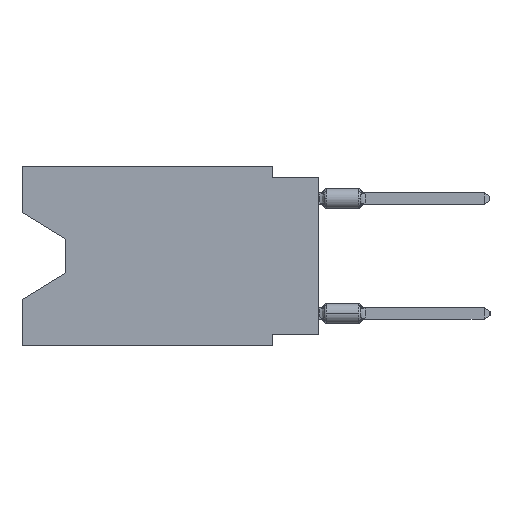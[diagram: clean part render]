
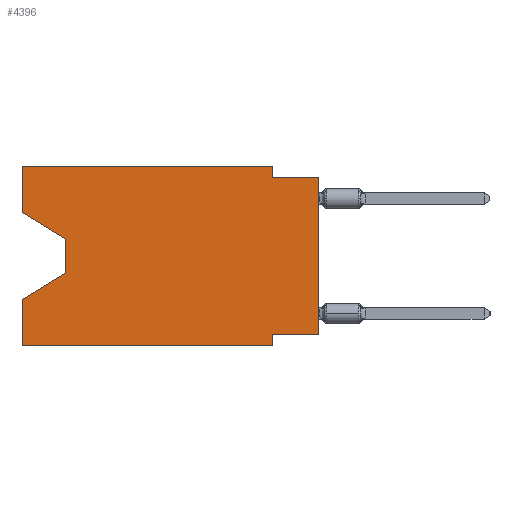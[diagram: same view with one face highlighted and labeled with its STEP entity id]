
A CAD part, left-side view. The second image highlights one B-rep face of the part: STEP entity #4396.
In plain terms, the highlighted planar face has unit normal (-1, 0, 0).
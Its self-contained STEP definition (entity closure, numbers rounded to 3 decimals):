
#34 = EDGE_CURVE ( 'NONE', #34244, #50764, #10548, .T. ) ;
#770 = VECTOR ( 'NONE', #36768, 1000. ) ;
#936 = EDGE_CURVE ( 'NONE', #19851, #2927, #8065, .T. ) ;
#1000 = CARTESIAN_POINT ( 'NONE',  ( 0., 2.54, 0. ) ) ;
#2334 = LINE ( 'NONE', #40489, #23273 ) ;
#2662 = ORIENTED_EDGE ( 'NONE', *, *, #41614, .T. ) ;
#2927 = VERTEX_POINT ( 'NONE', #41629 ) ;
#3733 = CARTESIAN_POINT ( 'NONE',  ( 0., 16.383, -2.546 ) ) ;
#4396 = ADVANCED_FACE ( 'NONE', ( #38104 ), #37007, .F. ) ;
#4804 = ORIENTED_EDGE ( 'NONE', *, *, #20586, .T. ) ;
#5967 = VECTOR ( 'NONE', #17223, 1000. ) ;
#7127 = LINE ( 'NONE', #20485, #53295 ) ;
#7386 = ORIENTED_EDGE ( 'NONE', *, *, #24874, .T. ) ;
#8065 = LINE ( 'NONE', #25033, #770 ) ;
#8097 = VERTEX_POINT ( 'NONE', #36061 ) ;
#8394 = CARTESIAN_POINT ( 'NONE',  ( 0., 16.383, -7.36 ) ) ;
#8707 = EDGE_CURVE ( 'NONE', #8097, #16042, #2334, .T. ) ;
#9574 = ORIENTED_EDGE ( 'NONE', *, *, #29323, .F. ) ;
#10548 = LINE ( 'NONE', #16568, #44226 ) ;
#10983 = EDGE_CURVE ( 'NONE', #16042, #15106, #23911, .T. ) ;
#11254 = CARTESIAN_POINT ( 'NONE',  ( 0., 13.97, -4.013 ) ) ;
#11540 = LINE ( 'NONE', #3733, #26482 ) ;
#12572 = CARTESIAN_POINT ( 'NONE',  ( 0., 16.383, -9.906 ) ) ;
#13607 = CARTESIAN_POINT ( 'NONE',  ( 0., 16.383, -9.906 ) ) ;
#14192 = VECTOR ( 'NONE', #43511, 1000. ) ;
#14602 = DIRECTION ( 'NONE',  ( 0., 0., 1. ) ) ;
#15106 = VERTEX_POINT ( 'NONE', #1000 ) ;
#15452 = DIRECTION ( 'NONE',  ( 0., 0.855, -0.519 ) ) ;
#15533 = EDGE_CURVE ( 'NONE', #15106, #34244, #38797, .T. ) ;
#16042 = VERTEX_POINT ( 'NONE', #40097 ) ;
#16501 = DIRECTION ( 'NONE',  ( 0., 1., 0. ) ) ;
#16568 = CARTESIAN_POINT ( 'NONE',  ( 0., 0., -0.635 ) ) ;
#16640 = DIRECTION ( 'NONE',  ( 0., 0., 1. ) ) ;
#16765 = LINE ( 'NONE', #46286, #45176 ) ;
#16993 = CARTESIAN_POINT ( 'NONE',  ( 0., 2.54, -9.271 ) ) ;
#17223 = DIRECTION ( 'NONE',  ( 0., -1., 0. ) ) ;
#17705 = LINE ( 'NONE', #47767, #42003 ) ;
#19851 = VERTEX_POINT ( 'NONE', #16993 ) ;
#19877 = DIRECTION ( 'NONE',  ( 0., -0.855, -0.519 ) ) ;
#19896 = VECTOR ( 'NONE', #32289, 1000. ) ;
#20355 = CARTESIAN_POINT ( 'NONE',  ( 0., 2.54, -0.635 ) ) ;
#20485 = CARTESIAN_POINT ( 'NONE',  ( 0., 16.383, 0. ) ) ;
#20586 = EDGE_CURVE ( 'NONE', #48882, #37555, #28240, .T. ) ;
#22020 = ORIENTED_EDGE ( 'NONE', *, *, #34, .F. ) ;
#23273 = VECTOR ( 'NONE', #14602, 1000. ) ;
#23813 = DIRECTION ( 'NONE',  ( 0., 0., 1. ) ) ;
#23911 = LINE ( 'NONE', #36181, #19896 ) ;
#24874 = EDGE_CURVE ( 'NONE', #35545, #2927, #42554, .T. ) ;
#25033 = CARTESIAN_POINT ( 'NONE',  ( 0., 2.54, -9.906 ) ) ;
#25756 = AXIS2_PLACEMENT_3D ( 'NONE', #33378, #46168, #54808 ) ;
#26482 = VECTOR ( 'NONE', #19877, 1000. ) ;
#27104 = CARTESIAN_POINT ( 'NONE',  ( 0., 0., -9.271 ) ) ;
#28240 = LINE ( 'NONE', #32432, #30563 ) ;
#29323 = EDGE_CURVE ( 'NONE', #30328, #19851, #16765, .T. ) ;
#30328 = VERTEX_POINT ( 'NONE', #27104 ) ;
#30528 = CARTESIAN_POINT ( 'NONE',  ( 0., 0., -0.635 ) ) ;
#30563 = VECTOR ( 'NONE', #15452, 1000. ) ;
#31306 = ORIENTED_EDGE ( 'NONE', *, *, #15533, .F. ) ;
#31341 = EDGE_CURVE ( 'NONE', #30328, #50764, #54803, .T. ) ;
#32168 = ORIENTED_EDGE ( 'NONE', *, *, #32300, .F. ) ;
#32289 = DIRECTION ( 'NONE',  ( 0., -1., 0. ) ) ;
#32300 = EDGE_CURVE ( 'NONE', #35545, #37555, #7127, .T. ) ;
#32432 = CARTESIAN_POINT ( 'NONE',  ( 0., 13.97, -5.893 ) ) ;
#32737 = VECTOR ( 'NONE', #16640, 1000. ) ;
#33378 = CARTESIAN_POINT ( 'NONE',  ( 0., 16.383, 0. ) ) ;
#34244 = VERTEX_POINT ( 'NONE', #20355 ) ;
#35545 = VERTEX_POINT ( 'NONE', #12572 ) ;
#36061 = CARTESIAN_POINT ( 'NONE',  ( 0., 16.383, -2.546 ) ) ;
#36181 = CARTESIAN_POINT ( 'NONE',  ( 0., 16.383, 0. ) ) ;
#36768 = DIRECTION ( 'NONE',  ( 0., 0., -1. ) ) ;
#37007 = PLANE ( 'NONE',  #25756 ) ;
#37555 = VERTEX_POINT ( 'NONE', #8394 ) ;
#37827 = ORIENTED_EDGE ( 'NONE', *, *, #10983, .F. ) ;
#38104 = FACE_OUTER_BOUND ( 'NONE', #45921, .T. ) ;
#38797 = LINE ( 'NONE', #51884, #14192 ) ;
#39126 = CARTESIAN_POINT ( 'NONE',  ( 0., 0., 0. ) ) ;
#40097 = CARTESIAN_POINT ( 'NONE',  ( 0., 16.383, 0. ) ) ;
#40489 = CARTESIAN_POINT ( 'NONE',  ( 0., 16.383, 0. ) ) ;
#41614 = EDGE_CURVE ( 'NONE', #8097, #42663, #11540, .T. ) ;
#41629 = CARTESIAN_POINT ( 'NONE',  ( 0., 2.54, -9.906 ) ) ;
#42003 = VECTOR ( 'NONE', #42493, 1000. ) ;
#42493 = DIRECTION ( 'NONE',  ( 0., 0., -1. ) ) ;
#42554 = LINE ( 'NONE', #13607, #5967 ) ;
#42663 = VERTEX_POINT ( 'NONE', #11254 ) ;
#43511 = DIRECTION ( 'NONE',  ( 0., 0., -1. ) ) ;
#44090 = ORIENTED_EDGE ( 'NONE', *, *, #936, .F. ) ;
#44226 = VECTOR ( 'NONE', #46083, 1000. ) ;
#45176 = VECTOR ( 'NONE', #16501, 1000. ) ;
#45921 = EDGE_LOOP ( 'NONE', ( #2662, #54016, #4804, #32168, #7386, #44090, #9574, #51905, #22020, #31306, #37827, #54991 ) ) ;
#46083 = DIRECTION ( 'NONE',  ( 0., -1., 0. ) ) ;
#46168 = DIRECTION ( 'NONE',  ( 1., 0., 0. ) ) ;
#46286 = CARTESIAN_POINT ( 'NONE',  ( 0., 0., -9.271 ) ) ;
#47767 = CARTESIAN_POINT ( 'NONE',  ( 0., 13.97, -4.013 ) ) ;
#48445 = CARTESIAN_POINT ( 'NONE',  ( 0., 13.97, -5.893 ) ) ;
#48882 = VERTEX_POINT ( 'NONE', #48445 ) ;
#50764 = VERTEX_POINT ( 'NONE', #30528 ) ;
#50785 = EDGE_CURVE ( 'NONE', #42663, #48882, #17705, .T. ) ;
#51884 = CARTESIAN_POINT ( 'NONE',  ( 0., 2.54, 0. ) ) ;
#51905 = ORIENTED_EDGE ( 'NONE', *, *, #31341, .T. ) ;
#53295 = VECTOR ( 'NONE', #23813, 1000. ) ;
#54016 = ORIENTED_EDGE ( 'NONE', *, *, #50785, .T. ) ;
#54803 = LINE ( 'NONE', #39126, #32737 ) ;
#54808 = DIRECTION ( 'NONE',  ( 0., 0., -1. ) ) ;
#54991 = ORIENTED_EDGE ( 'NONE', *, *, #8707, .F. ) ;
